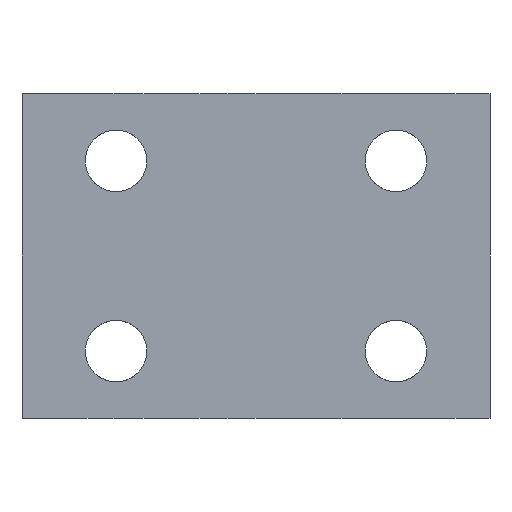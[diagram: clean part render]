
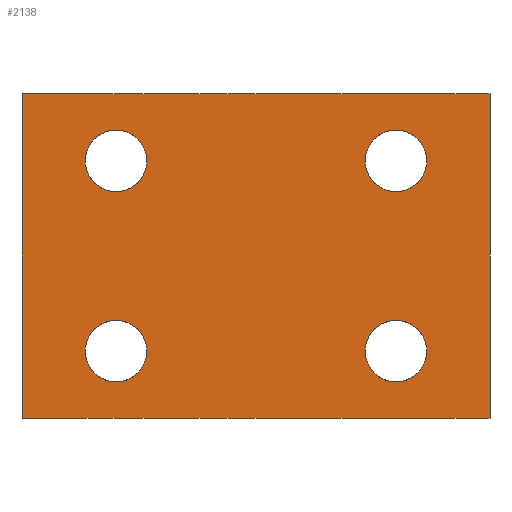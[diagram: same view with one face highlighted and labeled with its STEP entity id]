
A CAD part, front view. The second image highlights one B-rep face of the part: STEP entity #2138.
In plain terms, the highlighted planar face has unit normal (0, -1, 0).
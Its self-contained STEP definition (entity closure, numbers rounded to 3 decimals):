
#72=PLANE('',#2306);
#154=CIRCLE('',#2307,2.75);
#155=CIRCLE('',#2308,2.75);
#156=CIRCLE('',#2309,2.75);
#157=CIRCLE('',#2310,2.75);
#380=VERTEX_POINT('',#3489);
#381=VERTEX_POINT('',#3491);
#382=VERTEX_POINT('',#3495);
#383=VERTEX_POINT('',#3496);
#384=VERTEX_POINT('',#3498);
#385=VERTEX_POINT('',#3499);
#386=VERTEX_POINT('',#3501);
#387=VERTEX_POINT('',#3502);
#388=VERTEX_POINT('',#3504);
#389=VERTEX_POINT('',#3505);
#390=VERTEX_POINT('',#3507);
#391=VERTEX_POINT('',#3509);
#552=VECTOR('',#2694,1.);
#553=VECTOR('',#2704,1.);
#554=VECTOR('',#2705,1.);
#555=VECTOR('',#2706,1.);
#736=LINE('',#3492,#552);
#737=LINE('',#3506,#553);
#738=LINE('',#3508,#554);
#739=LINE('',#3510,#555);
#1018=EDGE_CURVE('',#381,#380,#736,.T.);
#1019=EDGE_CURVE('',#382,#383,#154,.T.);
#1020=EDGE_CURVE('',#383,#382,#154,.T.);
#1021=EDGE_CURVE('',#384,#385,#155,.T.);
#1022=EDGE_CURVE('',#385,#384,#155,.T.);
#1023=EDGE_CURVE('',#386,#387,#156,.T.);
#1024=EDGE_CURVE('',#387,#386,#156,.T.);
#1025=EDGE_CURVE('',#388,#389,#157,.T.);
#1026=EDGE_CURVE('',#389,#388,#157,.T.);
#1027=EDGE_CURVE('',#380,#390,#737,.T.);
#1028=EDGE_CURVE('',#381,#391,#738,.T.);
#1029=EDGE_CURVE('',#391,#390,#739,.T.);
#1400=ORIENTED_EDGE('',*,*,#1019,.T.);
#1401=ORIENTED_EDGE('',*,*,#1020,.T.);
#1402=ORIENTED_EDGE('',*,*,#1021,.T.);
#1403=ORIENTED_EDGE('',*,*,#1022,.T.);
#1404=ORIENTED_EDGE('',*,*,#1023,.T.);
#1405=ORIENTED_EDGE('',*,*,#1024,.T.);
#1406=ORIENTED_EDGE('',*,*,#1025,.T.);
#1407=ORIENTED_EDGE('',*,*,#1026,.T.);
#1408=ORIENTED_EDGE('',*,*,#1027,.F.);
#1409=ORIENTED_EDGE('',*,*,#1018,.F.);
#1410=ORIENTED_EDGE('',*,*,#1028,.T.);
#1411=ORIENTED_EDGE('',*,*,#1029,.T.);
#1910=EDGE_LOOP('',(#1400,#1401));
#1911=EDGE_LOOP('',(#1402,#1403));
#1912=EDGE_LOOP('',(#1404,#1405));
#1913=EDGE_LOOP('',(#1406,#1407));
#1914=EDGE_LOOP('',(#1408,#1409,#1410,#1411));
#2024=FACE_BOUND('',#1910,.T.);
#2025=FACE_BOUND('',#1911,.T.);
#2026=FACE_BOUND('',#1912,.T.);
#2027=FACE_BOUND('',#1913,.T.);
#2028=FACE_BOUND('',#1914,.T.);
#2138=ADVANCED_FACE('',(#2024,#2025,#2026,#2027,#2028),#72,.T.);
#2306=AXIS2_PLACEMENT_3D('',#3493,#2695,$);
#2307=AXIS2_PLACEMENT_3D('',#3494,#2696,#2697);
#2308=AXIS2_PLACEMENT_3D('',#3497,#2698,#2699);
#2309=AXIS2_PLACEMENT_3D('',#3500,#2700,#2701);
#2310=AXIS2_PLACEMENT_3D('',#3503,#2702,#2703);
#2694=DIRECTION('',(0.,0.,1.));
#2695=DIRECTION('',(0.,-1.,0.));
#2696=DIRECTION('',(0.,1.,0.));
#2697=DIRECTION('',(2.75,0.,0.));
#2698=DIRECTION('',(0.,1.,0.));
#2699=DIRECTION('',(2.75,0.,0.));
#2700=DIRECTION('',(0.,1.,0.));
#2701=DIRECTION('',(2.75,0.,0.));
#2702=DIRECTION('',(0.,1.,0.));
#2703=DIRECTION('',(2.75,0.,0.));
#2704=DIRECTION('',(1.,0.,0.));
#2705=DIRECTION('',(1.,0.,0.));
#2706=DIRECTION('',(0.,0.,1.));
#3489=CARTESIAN_POINT('',(0.,0.,0.));
#3491=CARTESIAN_POINT('',(0.,0.,-29.));
#3492=CARTESIAN_POINT('',(0.,0.,-29.));
#3493=CARTESIAN_POINT('',(0.,0.,-29.));
#3494=CARTESIAN_POINT('',(33.4,0.,-6.));
#3495=CARTESIAN_POINT('',(36.15,0.,-6.));
#3496=CARTESIAN_POINT('',(33.4,0.,-8.75));
#3497=CARTESIAN_POINT('',(33.4,0.,-23.));
#3498=CARTESIAN_POINT('',(36.15,0.,-23.));
#3499=CARTESIAN_POINT('',(33.4,0.,-25.75));
#3500=CARTESIAN_POINT('',(8.4,0.,-23.));
#3501=CARTESIAN_POINT('',(11.15,0.,-23.));
#3502=CARTESIAN_POINT('',(8.4,0.,-25.75));
#3503=CARTESIAN_POINT('',(8.4,0.,-6.));
#3504=CARTESIAN_POINT('',(11.15,0.,-6.));
#3505=CARTESIAN_POINT('',(8.4,0.,-8.75));
#3506=CARTESIAN_POINT('',(0.,0.,0.));
#3507=CARTESIAN_POINT('',(41.8,0.,0.));
#3508=CARTESIAN_POINT('',(0.,0.,-29.));
#3509=CARTESIAN_POINT('',(41.8,0.,-29.));
#3510=CARTESIAN_POINT('',(41.8,0.,-29.));
